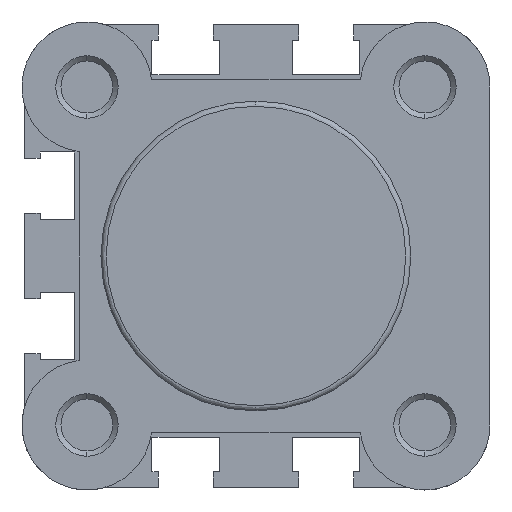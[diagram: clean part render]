
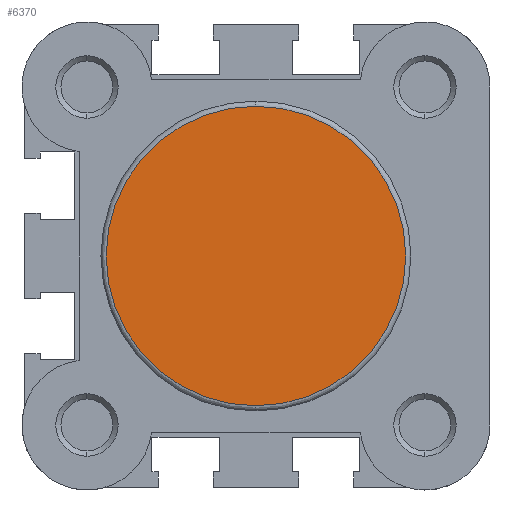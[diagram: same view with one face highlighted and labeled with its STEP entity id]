
A CAD part, left-side view. The second image highlights one B-rep face of the part: STEP entity #6370.
In plain terms, the highlighted planar face has unit normal (-1, 0, 0).
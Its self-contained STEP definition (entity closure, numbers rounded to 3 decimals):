
#192 = ORIENTED_EDGE ( 'NONE', *, *, #4004, .T. ) ;
#193 = ORIENTED_EDGE ( 'NONE', *, *, #3866, .T. ) ;
#343 = CIRCLE ( 'NONE', #3859, 14.4 ) ;
#447 = CIRCLE ( 'NONE', #3784, 14.4 ) ;
#1554 = CARTESIAN_POINT ( 'NONE',  ( 0., 0., -14.4 ) ) ;
#1571 = CARTESIAN_POINT ( 'NONE',  ( 0., 0., 14.4 ) ) ;
#2860 = EDGE_LOOP ( 'NONE', ( #193, #192 ) ) ;
#3015 = DIRECTION ( 'NONE',  ( 0., 0., 1. ) ) ;
#3017 = DIRECTION ( 'NONE',  ( -1., 0., 0. ) ) ;
#3026 = PLANE ( 'NONE',  #3489 ) ;
#3038 = CARTESIAN_POINT ( 'NONE',  ( 0., -14.9, 0. ) ) ;
#3489 = AXIS2_PLACEMENT_3D ( 'NONE', #3038, #3017, #3015 ) ;
#3784 = AXIS2_PLACEMENT_3D ( 'NONE', #5741, #5734, #5733 ) ;
#3859 = AXIS2_PLACEMENT_3D ( 'NONE', #4829, #4828, #4827 ) ;
#3866 = EDGE_CURVE ( 'NONE', #4744, #4758, #343, .T. ) ;
#4004 = EDGE_CURVE ( 'NONE', #4758, #4744, #447, .T. ) ;
#4744 = VERTEX_POINT ( 'NONE', #1571 ) ;
#4758 = VERTEX_POINT ( 'NONE', #1554 ) ;
#4827 = DIRECTION ( 'NONE',  ( 0., 0., 1. ) ) ;
#4828 = DIRECTION ( 'NONE',  ( -1., 0., 0. ) ) ;
#4829 = CARTESIAN_POINT ( 'NONE',  ( 0., 0., 0. ) ) ;
#5249 = FACE_OUTER_BOUND ( 'NONE', #2860, .T. ) ;
#5733 = DIRECTION ( 'NONE',  ( 0., 0., 1. ) ) ;
#5734 = DIRECTION ( 'NONE',  ( -1., 0., 0. ) ) ;
#5741 = CARTESIAN_POINT ( 'NONE',  ( 0., 0., 0. ) ) ;
#6370 = ADVANCED_FACE ( 'NONE', ( #5249 ), #3026, .T. ) ;
